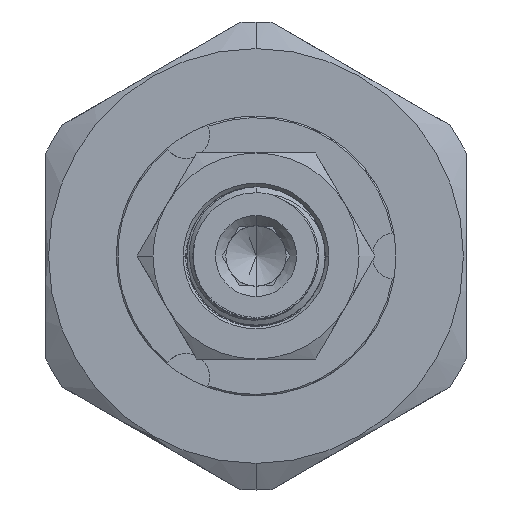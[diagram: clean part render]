
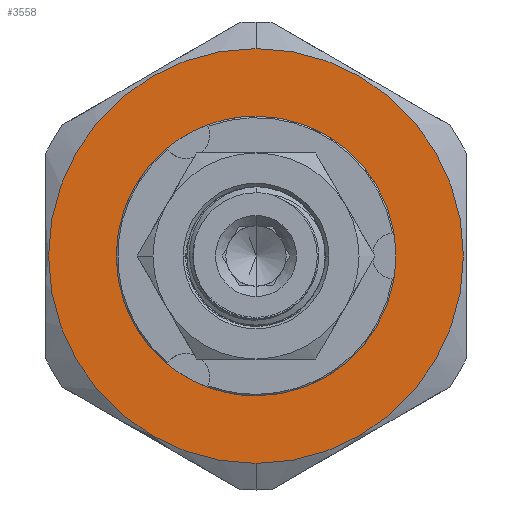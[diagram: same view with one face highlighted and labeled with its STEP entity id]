
A CAD part, left-side view. The second image highlights one B-rep face of the part: STEP entity #3558.
In plain terms, the highlighted planar face has unit normal (-1, 0, 0).
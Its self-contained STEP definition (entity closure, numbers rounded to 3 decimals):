
#45 = VERTEX_POINT ( 'NONE', #3020 ) ;
#443 = EDGE_LOOP ( 'NONE', ( #791, #937 ) ) ;
#791 = ORIENTED_EDGE ( 'NONE', *, *, #14179, .F. ) ;
#813 = ORIENTED_EDGE ( 'NONE', *, *, #14114, .F. ) ;
#863 = ORIENTED_EDGE ( 'NONE', *, *, #14087, .F. ) ;
#897 = EDGE_LOOP ( 'NONE', ( #813, #863 ) ) ;
#937 = ORIENTED_EDGE ( 'NONE', *, *, #13890, .F. ) ;
#2441 = CARTESIAN_POINT ( 'NONE',  ( 0., 0., 0. ) ) ;
#2442 = DIRECTION ( 'NONE',  ( 1., 0., 0. ) ) ;
#2443 = DIRECTION ( 'NONE',  ( 0., 0., -1. ) ) ;
#2648 = CARTESIAN_POINT ( 'NONE',  ( 0., 0., 0. ) ) ;
#2649 = DIRECTION ( 'NONE',  ( 1., 0., 0. ) ) ;
#2650 = DIRECTION ( 'NONE',  ( 0., 0., -1. ) ) ;
#3020 = CARTESIAN_POINT ( 'NONE',  ( 0., 0., -7.55 ) ) ;
#3558 = ADVANCED_FACE ( 'NONE', ( #13749, #13499 ), #11129, .T. ) ;
#4363 = CARTESIAN_POINT ( 'NONE',  ( 0., 0., -14.095 ) ) ;
#4364 = CARTESIAN_POINT ( 'NONE',  ( 0., 0., 14.095 ) ) ;
#4464 = CARTESIAN_POINT ( 'NONE',  ( 0., 0., 0. ) ) ;
#4465 = DIRECTION ( 'NONE',  ( -1., 0., 0. ) ) ;
#4466 = DIRECTION ( 'NONE',  ( 0., 0., -1. ) ) ;
#6351 = AXIS2_PLACEMENT_3D ( 'NONE', #2441, #2442, #2443 ) ;
#6378 = AXIS2_PLACEMENT_3D ( 'NONE', #2648, #2649, #2650 ) ;
#6490 = AXIS2_PLACEMENT_3D ( 'NONE', #4464, #4465, #4466 ) ;
#6524 = AXIS2_PLACEMENT_3D ( 'NONE', #8220, #8221, #8222 ) ;
#6664 = VERTEX_POINT ( 'NONE', #10876 ) ;
#6962 = CIRCLE ( 'NONE', #6524, 7.55 ) ;
#7396 = CIRCLE ( 'NONE', #6351, 14.095 ) ;
#7617 = CIRCLE ( 'NONE', #6378, 14.095 ) ;
#7809 = CIRCLE ( 'NONE', #6490, 7.55 ) ;
#8220 = CARTESIAN_POINT ( 'NONE',  ( 0., 0., 0. ) ) ;
#8221 = DIRECTION ( 'NONE',  ( -1., 0., 0. ) ) ;
#8222 = DIRECTION ( 'NONE',  ( 0., 0., -1. ) ) ;
#10876 = CARTESIAN_POINT ( 'NONE',  ( 0., 0., 7.55 ) ) ;
#11127 = CARTESIAN_POINT ( 'NONE',  ( 0., 0., 0. ) ) ;
#11128 = DIRECTION ( 'NONE',  ( -1., 0., 0. ) ) ;
#11129 = PLANE ( 'NONE',  #14344 ) ;
#11137 = DIRECTION ( 'NONE',  ( 0., 0., 1. ) ) ;
#13499 = FACE_OUTER_BOUND ( 'NONE', #897, .T. ) ;
#13522 = VERTEX_POINT ( 'NONE', #4363 ) ;
#13530 = VERTEX_POINT ( 'NONE', #4364 ) ;
#13749 = FACE_BOUND ( 'NONE', #443, .T. ) ;
#13890 = EDGE_CURVE ( 'NONE', #6664, #45, #7809, .T. ) ;
#14087 = EDGE_CURVE ( 'NONE', #13530, #13522, #7396, .T. ) ;
#14114 = EDGE_CURVE ( 'NONE', #13522, #13530, #7617, .T. ) ;
#14179 = EDGE_CURVE ( 'NONE', #45, #6664, #6962, .T. ) ;
#14344 = AXIS2_PLACEMENT_3D ( 'NONE', #11127, #11128, #11137 ) ;
